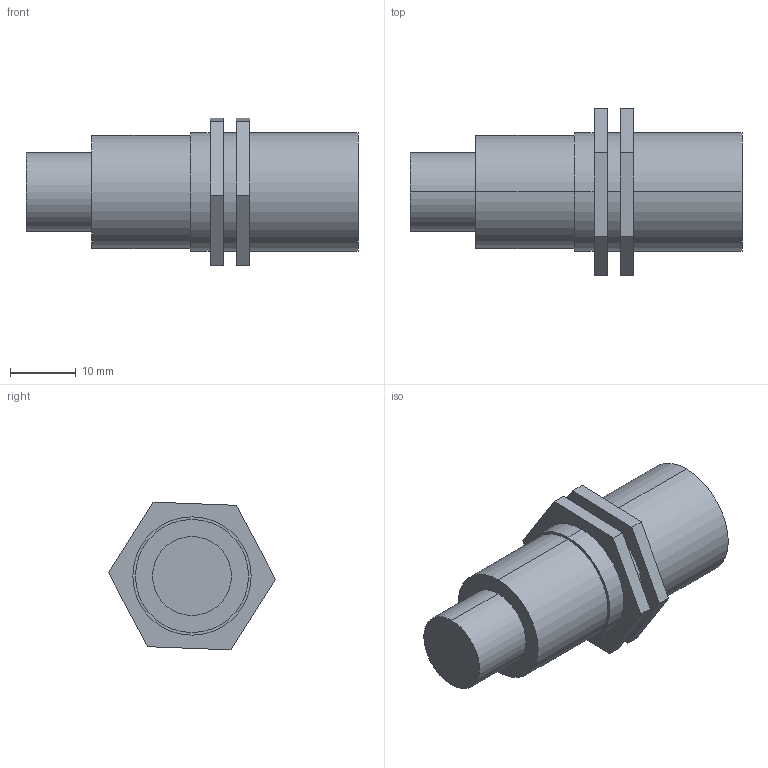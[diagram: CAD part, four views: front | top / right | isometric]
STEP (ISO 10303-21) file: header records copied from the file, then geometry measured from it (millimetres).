
FILE_DESCRIPTION (( 'STEP AP203' ), '1' );
FILE_NAME ('nero_100_CD_UltraSonic_Default_sldprt.STEP', '2022-04-16T10:25:19', ( '' ), ( '' ), 'SwSTEP 2.0', 'SolidWorks 2019', '' );
FILE_SCHEMA (( 'CONFIG_CONTROL_DESIGN' ));
Length unit declared in the file: millimetre
Products named in the file (1): nero_100_CD_UltraSonic_Default_sldprt
Bounding box: 50.5 x 25.39 x 22.46 mm (x, y, z)
Volume: 11748.6 mm3; surface area: 3880.2 mm2
Topology: 1 solids, 1 shells, 33 faces, 72 edges, 48 vertices
Faces by surface type: plane 21, cylinder 12
Entity records: 987 total; most frequent: DIRECTION 164, CARTESIAN_POINT 154, ORIENTED_EDGE 144, EDGE_CURVE 72, AXIS2_PLACEMENT_3D 58, LINE 48, VERTEX_POINT 48, VECTOR 48
